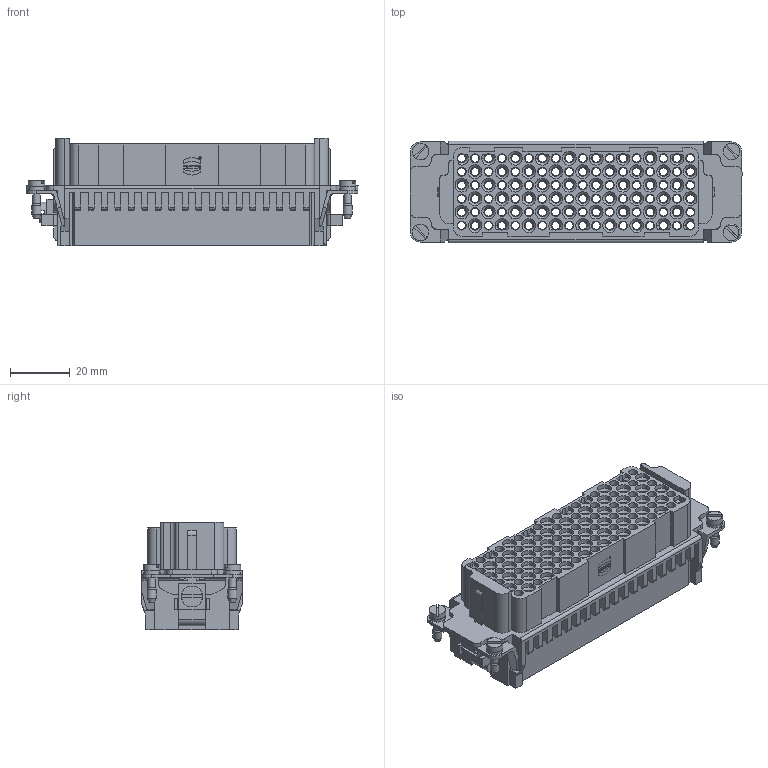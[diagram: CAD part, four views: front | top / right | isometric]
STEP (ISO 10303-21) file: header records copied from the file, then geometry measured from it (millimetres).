
FILE_DESCRIPTION(/* description */ ('Alibre Inc.'),/* implementation_level */ '2;1');
FILE_NAME(/* name */ 'export-7CD5EF18-9750-41FD-B661-A8D0157DC5D2',/* time_stamp */ '2022-09-19T12:25:09+02:00',/* author */ (''),/* organization */ (''),/* preprocessor_version */ 'ST-DEVELOPER v17',/* originating_system */ 'Alibre',/* authorisation */ '');
FILE_SCHEMA (('AUTOMOTIVE_DESIGN'));
Length unit declared in the file: millimetre
Products named in the file (1): 100566505ugm000_b
Bounding box: 111 x 34 x 36.1 mm (x, y, z)
Volume: 56609.9 mm3; surface area: 56918.2 mm2
Topology: 1 solids, 1 shells, 1753 faces, 4255 edges, 2705 vertices
Faces by surface type: plane 797, cylinder 548, cone 180, bspline 117, torus 111
Full cylindrical faces by diameter (mm): 0.66 x1, 0.78 x1, 2.438 x2, 2.5 x6, 2.6 x108, 3 x112, 3.2 x1, 3.8 x108, 4.6 x39, 5.343 x4, 5.5 x4, 7 x1
Entity records: 56058 total; most frequent: CARTESIAN_POINT 15580, ORIENTED_EDGE 8510, DIRECTION 7372, EDGE_CURVE 4255, AXIS2_PLACEMENT_3D 2945, VERTEX_POINT 2705, VECTOR 2365, LINE 2365
